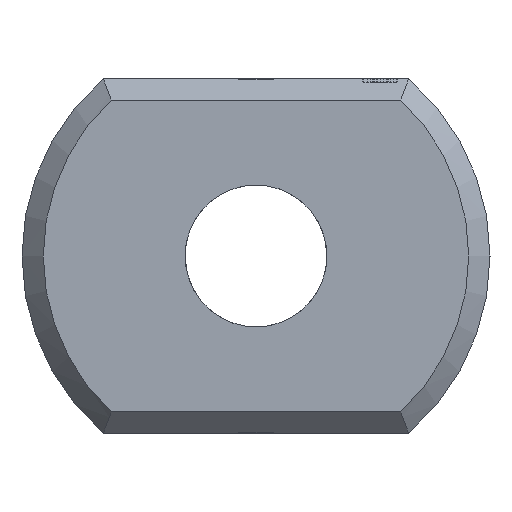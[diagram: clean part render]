
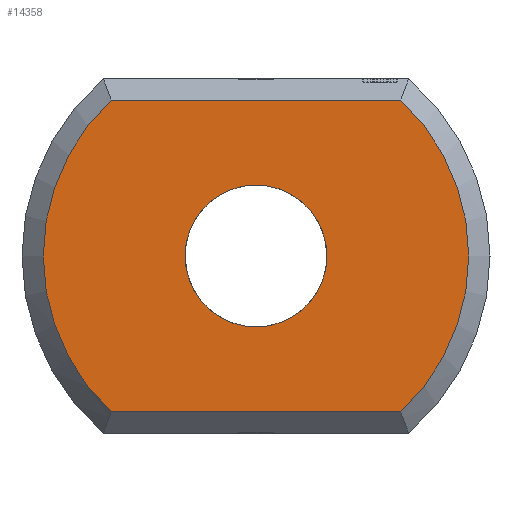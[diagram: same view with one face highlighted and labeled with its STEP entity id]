
A CAD part, left-side view. The second image highlights one B-rep face of the part: STEP entity #14358.
In plain terms, the highlighted planar face has unit normal (-1, 0, 0).
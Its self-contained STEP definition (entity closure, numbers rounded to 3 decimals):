
#3568 = VERTEX_POINT('',#3569);
#3569 = CARTESIAN_POINT('',(0.,-2.04,2.2));
#3578 = VERTEX_POINT('',#3579);
#3579 = CARTESIAN_POINT('',(0.,-2.04,-2.2));
#3586 = EDGE_CURVE('',#3568,#3578,#3587,.T.);
#3587 = CIRCLE('',#3588,3.);
#3588 = AXIS2_PLACEMENT_3D('',#3589,#3590,#3591);
#3589 = CARTESIAN_POINT('',(0.,0.,0.));
#3590 = DIRECTION('',(1.,0.,0.));
#3591 = DIRECTION('',(0.,-0.653,0.758)
  );
#4094 = VERTEX_POINT('',#4095);
#4095 = CARTESIAN_POINT('',(0.,2.04,2.2));
#4102 = EDGE_CURVE('',#3568,#4094,#4103,.T.);
#4103 = LINE('',#4104,#4105);
#4104 = CARTESIAN_POINT('',(0.,-2.154,2.2));
#4105 = VECTOR('',#4106,1.);
#4106 = DIRECTION('',(0.,1.,0.));
#14358 = ADVANCED_FACE('',(#14359,#14378),#14389,.F.);
#14359 = FACE_BOUND('',#14360,.F.);
#14360 = EDGE_LOOP('',(#14361,#14370,#14371,#14372));
#14361 = ORIENTED_EDGE('',*,*,#14362,.T.);
#14362 = EDGE_CURVE('',#14363,#4094,#14365,.T.);
#14363 = VERTEX_POINT('',#14364);
#14364 = CARTESIAN_POINT('',(0.,2.04,-2.2));
#14365 = CIRCLE('',#14366,3.);
#14366 = AXIS2_PLACEMENT_3D('',#14367,#14368,#14369);
#14367 = CARTESIAN_POINT('',(0.,0.,0.));
#14368 = DIRECTION('',(1.,0.,0.));
#14369 = DIRECTION('',(0.,0.653,-0.758)
  );
#14370 = ORIENTED_EDGE('',*,*,#4102,.F.);
#14371 = ORIENTED_EDGE('',*,*,#3586,.T.);
#14372 = ORIENTED_EDGE('',*,*,#14373,.T.);
#14373 = EDGE_CURVE('',#3578,#14363,#14374,.T.);
#14374 = LINE('',#14375,#14376);
#14375 = CARTESIAN_POINT('',(0.,-2.154,-2.2));
#14376 = VECTOR('',#14377,1.);
#14377 = DIRECTION('',(0.,1.,0.));
#14378 = FACE_BOUND('',#14379,.T.);
#14379 = EDGE_LOOP('',(#14380));
#14380 = ORIENTED_EDGE('',*,*,#14381,.T.);
#14381 = EDGE_CURVE('',#14382,#14382,#14384,.T.);
#14382 = VERTEX_POINT('',#14383);
#14383 = CARTESIAN_POINT('',(0.,1.,0.));
#14384 = CIRCLE('',#14385,1.);
#14385 = AXIS2_PLACEMENT_3D('',#14386,#14387,#14388);
#14386 = CARTESIAN_POINT('',(0.,0.,0.));
#14387 = DIRECTION('',(1.,0.,0.));
#14388 = DIRECTION('',(0.,1.,0.));
#14389 = PLANE('',#14390);
#14390 = AXIS2_PLACEMENT_3D('',#14391,#14392,#14393);
#14391 = CARTESIAN_POINT('',(0.,0.,0.));
#14392 = DIRECTION('',(1.,0.,0.));
#14393 = DIRECTION('',(0.,0.,1.));
